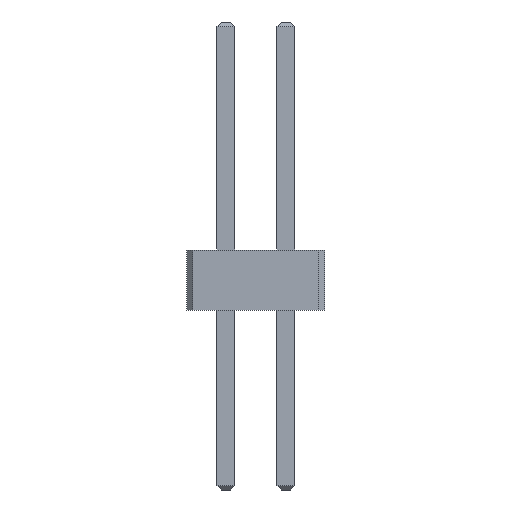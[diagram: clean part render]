
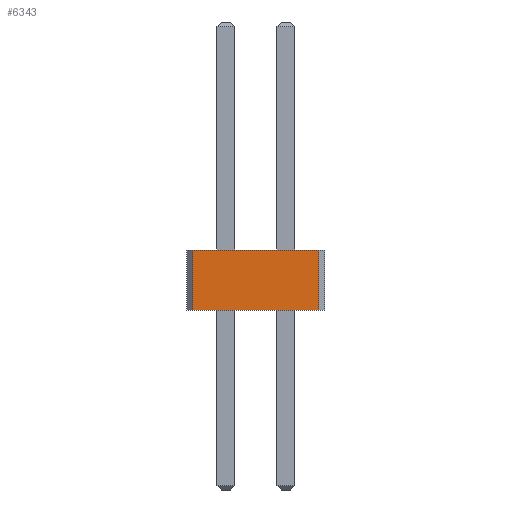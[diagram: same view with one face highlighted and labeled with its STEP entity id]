
A CAD part, front view. The second image highlights one B-rep face of the part: STEP entity #6343.
In plain terms, the highlighted planar face has unit normal (0, -1, 0).
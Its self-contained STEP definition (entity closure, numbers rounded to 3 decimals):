
#13=DIRECTION('',(0.,0.,1.));
#27=VECTOR('',#13,1.);
#89=DIRECTION('',(1.,0.,0.));
#503=VERTEX_POINT('',#504);
#504=CARTESIAN_POINT('',(-0.55,-27.5,0.));
#507=EDGE_CURVE('',#503,#508,#510,.T.);
#508=VERTEX_POINT('',#509);
#509=CARTESIAN_POINT('',(1.55,-27.5,0.));
#510=LINE('',#504,#511);
#511=VECTOR('',#89,1.);
#525=DIRECTION('',(0.,1.,0.));
#2808=VERTEX_POINT('',#2809);
#2809=CARTESIAN_POINT('',(-0.55,-27.5,1.));
#2811=ORIENTED_EDGE('',*,*,#2812,.T.);
#2812=EDGE_CURVE('',#2808,#2813,#2815,.T.);
#2813=VERTEX_POINT('',#2814);
#2814=CARTESIAN_POINT('',(1.55,-27.5,1.));
#2815=LINE('',#2809,#511);
#6328=EDGE_CURVE('',#503,#2808,#6329,.T.);
#6329=LINE('',#504,#27);
#6343=ADVANCED_FACE('',(#6344),#6351,.F.);
#6344=FACE_BOUND('',#6345,.F.);
#6345=EDGE_LOOP('',(#6346,#2811,#6347,#6350));
#6346=ORIENTED_EDGE('',*,*,#6328,.T.);
#6347=ORIENTED_EDGE('',*,*,#6348,.F.);
#6348=EDGE_CURVE('',#508,#2813,#6349,.T.);
#6349=LINE('',#509,#27);
#6350=ORIENTED_EDGE('',*,*,#507,.F.);
#6351=PLANE('',#6352);
#6352=AXIS2_PLACEMENT_3D('',#504,#525,#89);
